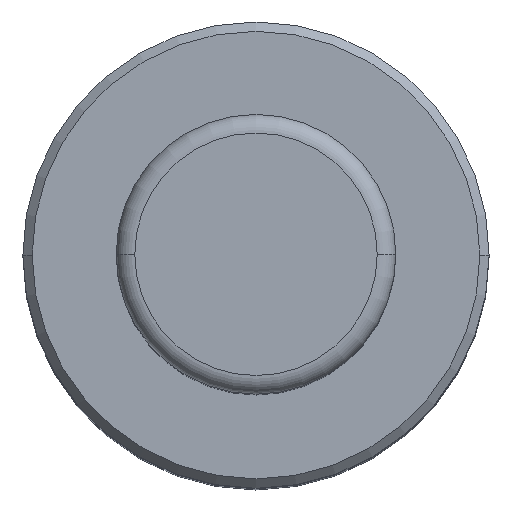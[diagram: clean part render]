
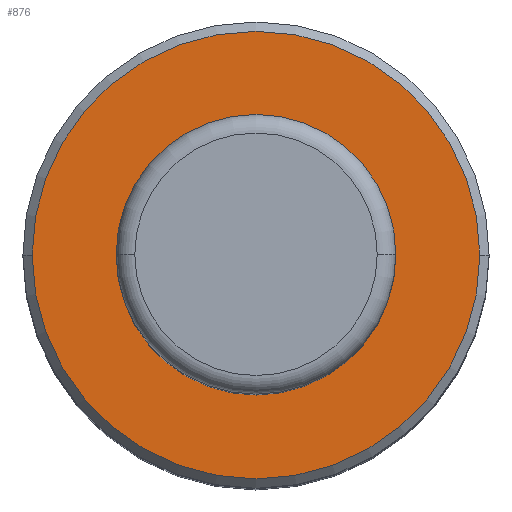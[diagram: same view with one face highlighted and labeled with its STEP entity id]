
A CAD part, top view. The second image highlights one B-rep face of the part: STEP entity #876.
In plain terms, the highlighted planar face has unit normal (0, 0, 1).
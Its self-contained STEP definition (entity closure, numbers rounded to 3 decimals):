
#50 = CIRCLE ( 'NONE', #1052, 7.5 ) ;
#61 = VERTEX_POINT ( 'NONE', #997 ) ;
#94 = CARTESIAN_POINT ( 'NONE',  ( 0., 0., 54. ) ) ;
#136 = EDGE_CURVE ( 'NONE', #61, #149, #50, .T. ) ;
#144 = AXIS2_PLACEMENT_3D ( 'NONE', #94, #698, #354 ) ;
#149 = VERTEX_POINT ( 'NONE', #316 ) ;
#167 = AXIS2_PLACEMENT_3D ( 'NONE', #884, #1053, #472 ) ;
#182 = DIRECTION ( 'NONE',  ( 0., 0., 1. ) ) ;
#210 = CIRCLE ( 'NONE', #167, 7.5 ) ;
#301 = CARTESIAN_POINT ( 'NONE',  ( 12., 0., 54. ) ) ;
#316 = CARTESIAN_POINT ( 'NONE',  ( -7.5, 0., 54. ) ) ;
#329 = EDGE_LOOP ( 'NONE', ( #442, #573 ) ) ;
#331 = DIRECTION ( 'NONE',  ( 0., 0., -1. ) ) ;
#354 = DIRECTION ( 'NONE',  ( 1., 0., 0. ) ) ;
#355 = PLANE ( 'NONE',  #776 ) ;
#428 = EDGE_CURVE ( 'NONE', #968, #446, #659, .T. ) ;
#442 = ORIENTED_EDGE ( 'NONE', *, *, #879, .T. ) ;
#446 = VERTEX_POINT ( 'NONE', #528 ) ;
#447 = DIRECTION ( 'NONE',  ( 0., 0., 1. ) ) ;
#472 = DIRECTION ( 'NONE',  ( -1., 0., 0. ) ) ;
#503 = DIRECTION ( 'NONE',  ( -1., 0., 0. ) ) ;
#528 = CARTESIAN_POINT ( 'NONE',  ( -12., 0., 54. ) ) ;
#573 = ORIENTED_EDGE ( 'NONE', *, *, #428, .T. ) ;
#598 = EDGE_LOOP ( 'NONE', ( #1088, #896 ) ) ;
#655 = FACE_OUTER_BOUND ( 'NONE', #329, .T. ) ;
#659 = CIRCLE ( 'NONE', #144, 12. ) ;
#665 = AXIS2_PLACEMENT_3D ( 'NONE', #1034, #182, #857 ) ;
#698 = DIRECTION ( 'NONE',  ( 0., 0., 1. ) ) ;
#776 = AXIS2_PLACEMENT_3D ( 'NONE', #1042, #447, #1035 ) ;
#857 = DIRECTION ( 'NONE',  ( 1., 0., 0. ) ) ;
#876 = ADVANCED_FACE ( 'NONE', ( #655, #1062 ), #355, .T. ) ;
#879 = EDGE_CURVE ( 'NONE', #446, #968, #1071, .T. ) ;
#884 = CARTESIAN_POINT ( 'NONE',  ( 0., 0., 54. ) ) ;
#896 = ORIENTED_EDGE ( 'NONE', *, *, #136, .T. ) ;
#919 = CARTESIAN_POINT ( 'NONE',  ( 0., 0., 54. ) ) ;
#968 = VERTEX_POINT ( 'NONE', #301 ) ;
#997 = CARTESIAN_POINT ( 'NONE',  ( 7.5, 0., 54. ) ) ;
#1009 = EDGE_CURVE ( 'NONE', #149, #61, #210, .T. ) ;
#1034 = CARTESIAN_POINT ( 'NONE',  ( 0., 0., 54. ) ) ;
#1035 = DIRECTION ( 'NONE',  ( 1., 0., 0. ) ) ;
#1042 = CARTESIAN_POINT ( 'NONE',  ( -7.5, 0., 54. ) ) ;
#1052 = AXIS2_PLACEMENT_3D ( 'NONE', #919, #331, #503 ) ;
#1053 = DIRECTION ( 'NONE',  ( 0., 0., -1. ) ) ;
#1062 = FACE_BOUND ( 'NONE', #598, .T. ) ;
#1071 = CIRCLE ( 'NONE', #665, 12. ) ;
#1088 = ORIENTED_EDGE ( 'NONE', *, *, #1009, .T. ) ;
